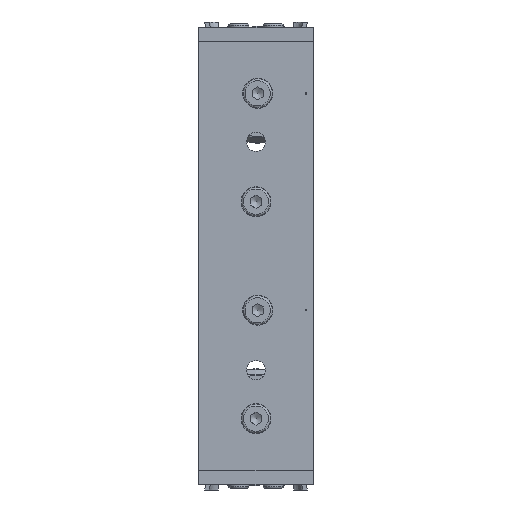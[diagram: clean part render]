
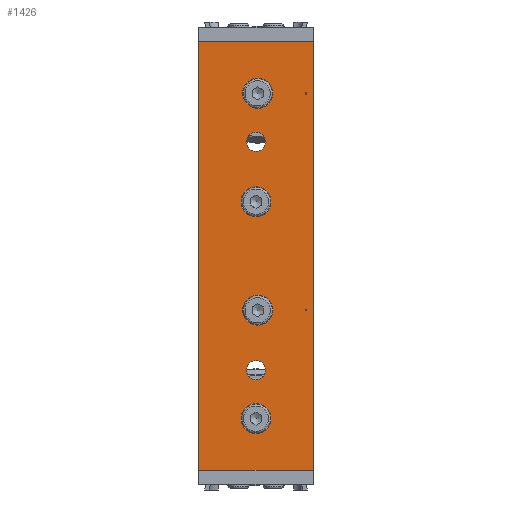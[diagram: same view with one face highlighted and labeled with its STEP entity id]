
A CAD part, left-side view. The second image highlights one B-rep face of the part: STEP entity #1426.
In plain terms, the highlighted planar face has unit normal (-1, 0, 0).
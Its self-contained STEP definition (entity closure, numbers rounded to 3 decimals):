
#230=CARTESIAN_POINT('',(0.0,20.0,99.25));
#231=VERTEX_POINT('',#230);
#232=CARTESIAN_POINT('',(0.0,20.0,94.0));
#233=DIRECTION('',(1.0,0.0,0.0));
#234=DIRECTION('',(0.0,0.0,1.0));
#235=AXIS2_PLACEMENT_3D('',#232,#233,#234);
#236=CIRCLE('',#235,5.25);
#237=EDGE_CURVE('',#231,#231,#236,.T.);
#717=CARTESIAN_POINT('',(0.0,20.0,23.25));
#718=VERTEX_POINT('',#717);
#719=CARTESIAN_POINT('',(0.0,20.0,18.0));
#720=DIRECTION('',(1.0,0.0,0.0));
#721=DIRECTION('',(0.0,0.0,1.0));
#722=AXIS2_PLACEMENT_3D('',#719,#720,#721);
#723=CIRCLE('',#722,5.25);
#724=EDGE_CURVE('',#718,#718,#723,.T.);
#791=CARTESIAN_POINT('',(0.0,20.0,118.324));
#792=VERTEX_POINT('',#791);
#793=CARTESIAN_POINT('',(0.0,20.0,115.0));
#794=DIRECTION('',(1.0,0.0,0.0));
#795=DIRECTION('',(0.0,0.0,1.0));
#796=AXIS2_PLACEMENT_3D('',#793,#794,#795);
#797=CIRCLE('',#796,3.324);
#798=EDGE_CURVE('',#792,#792,#797,.T.);
#840=CARTESIAN_POINT('',(0.0,20.0,38.323));
#841=VERTEX_POINT('',#840);
#842=CARTESIAN_POINT('',(0.0,20.0,35.0));
#843=DIRECTION('',(1.0,0.0,0.0));
#844=DIRECTION('',(0.0,0.0,1.0));
#845=AXIS2_PLACEMENT_3D('',#842,#843,#844);
#846=CIRCLE('',#845,3.324);
#847=EDGE_CURVE('',#841,#841,#846,.T.);
#927=CARTESIAN_POINT('',(0.0,2.5,132.25));
#928=VERTEX_POINT('',#927);
#929=CARTESIAN_POINT('',(0.0,2.5,132.0));
#930=DIRECTION('',(1.0,0.0,0.0));
#931=DIRECTION('',(0.0,0.0,1.0));
#932=AXIS2_PLACEMENT_3D('',#929,#930,#931);
#933=CIRCLE('',#932,0.25);
#934=EDGE_CURVE('',#928,#928,#933,.T.);
#1065=CARTESIAN_POINT('',(0.0,19.4,137.25));
#1066=VERTEX_POINT('',#1065);
#1067=CARTESIAN_POINT('',(0.0,19.4,132.0));
#1068=DIRECTION('',(1.0,0.0,0.0));
#1069=DIRECTION('',(0.0,0.0,1.0));
#1070=AXIS2_PLACEMENT_3D('',#1067,#1068,#1069);
#1071=CIRCLE('',#1070,5.25);
#1072=EDGE_CURVE('',#1066,#1066,#1071,.T.);
#1246=CARTESIAN_POINT('',(0.0,2.5,56.25));
#1247=VERTEX_POINT('',#1246);
#1248=CARTESIAN_POINT('',(0.0,2.5,56.));
#1249=DIRECTION('',(1.0,0.0,0.0));
#1250=DIRECTION('',(0.0,0.0,1.0));
#1251=AXIS2_PLACEMENT_3D('',#1248,#1249,#1250);
#1252=CIRCLE('',#1251,0.25);
#1253=EDGE_CURVE('',#1247,#1247,#1252,.T.);
#1315=CARTESIAN_POINT('',(0.0,19.4,61.25));
#1316=VERTEX_POINT('',#1315);
#1317=CARTESIAN_POINT('',(0.0,19.4,56.));
#1318=DIRECTION('',(1.0,0.0,0.0));
#1319=DIRECTION('',(0.0,0.0,1.0));
#1320=AXIS2_PLACEMENT_3D('',#1317,#1318,#1319);
#1321=CIRCLE('',#1320,5.25);
#1322=EDGE_CURVE('',#1316,#1316,#1321,.T.);
#1363=CARTESIAN_POINT('',(0.0,0.0,0.0));
#1364=DIRECTION('',(-1.0,0.0,0.0));
#1365=DIRECTION('',(0.0,0.0,1.0));
#1366=AXIS2_PLACEMENT_3D('',#1363,#1364,#1365);
#1367=PLANE('',#1366);
#1368=CARTESIAN_POINT('',(0.0,0.0,150.0));
#1369=VERTEX_POINT('',#1368);
#1370=CARTESIAN_POINT('',(0.0,40.0,150.0));
#1371=VERTEX_POINT('',#1370);
#1372=CARTESIAN_POINT('',(0.0,0.0,150.0));
#1373=DIRECTION('',(0.0,1.0,0.0));
#1374=VECTOR('',#1373,40.0);
#1375=LINE('',#1372,#1374);
#1376=EDGE_CURVE('',#1369,#1371,#1375,.T.);
#1377=ORIENTED_EDGE('',*,*,#1376,.T.);
#1378=CARTESIAN_POINT('',(0.0,40.0,0.0));
#1379=VERTEX_POINT('',#1378);
#1380=CARTESIAN_POINT('',(0.0,40.0,0.0));
#1381=DIRECTION('',(0.0,0.0,1.0));
#1382=VECTOR('',#1381,150.0);
#1383=LINE('',#1380,#1382);
#1384=EDGE_CURVE('',#1379,#1371,#1383,.T.);
#1385=ORIENTED_EDGE('',*,*,#1384,.F.);
#1386=CARTESIAN_POINT('',(0.0,0.0,0.0));
#1387=VERTEX_POINT('',#1386);
#1388=CARTESIAN_POINT('',(0.0,40.0,0.0));
#1389=DIRECTION('',(0.0,-1.0,0.0));
#1390=VECTOR('',#1389,40.0);
#1391=LINE('',#1388,#1390);
#1392=EDGE_CURVE('',#1379,#1387,#1391,.T.);
#1393=ORIENTED_EDGE('',*,*,#1392,.T.);
#1394=CARTESIAN_POINT('',(0.0,0.0,0.0));
#1395=DIRECTION('',(0.0,0.0,1.0));
#1396=VECTOR('',#1395,150.0);
#1397=LINE('',#1394,#1396);
#1398=EDGE_CURVE('',#1387,#1369,#1397,.T.);
#1399=ORIENTED_EDGE('',*,*,#1398,.T.);
#1400=EDGE_LOOP('',(#1377,#1385,#1393,#1399));
#1401=FACE_OUTER_BOUND('',#1400,.T.);
#1402=ORIENTED_EDGE('',*,*,#237,.T.);
#1403=EDGE_LOOP('',(#1402));
#1404=FACE_BOUND('',#1403,.T.);
#1405=ORIENTED_EDGE('',*,*,#724,.T.);
#1406=EDGE_LOOP('',(#1405));
#1407=FACE_BOUND('',#1406,.T.);
#1408=ORIENTED_EDGE('',*,*,#798,.T.);
#1409=EDGE_LOOP('',(#1408));
#1410=FACE_BOUND('',#1409,.T.);
#1411=ORIENTED_EDGE('',*,*,#847,.T.);
#1412=EDGE_LOOP('',(#1411));
#1413=FACE_BOUND('',#1412,.T.);
#1414=ORIENTED_EDGE('',*,*,#934,.T.);
#1415=EDGE_LOOP('',(#1414));
#1416=FACE_BOUND('',#1415,.T.);
#1417=ORIENTED_EDGE('',*,*,#1072,.T.);
#1418=EDGE_LOOP('',(#1417));
#1419=FACE_BOUND('',#1418,.T.);
#1420=ORIENTED_EDGE('',*,*,#1253,.T.);
#1421=EDGE_LOOP('',(#1420));
#1422=FACE_BOUND('',#1421,.T.);
#1423=ORIENTED_EDGE('',*,*,#1322,.T.);
#1424=EDGE_LOOP('',(#1423));
#1425=FACE_BOUND('',#1424,.T.);
#1426=ADVANCED_FACE('',(#1401,#1404,#1407,#1410,#1413,#1416,#1419,#1422,#1425),#1367,.T.);
